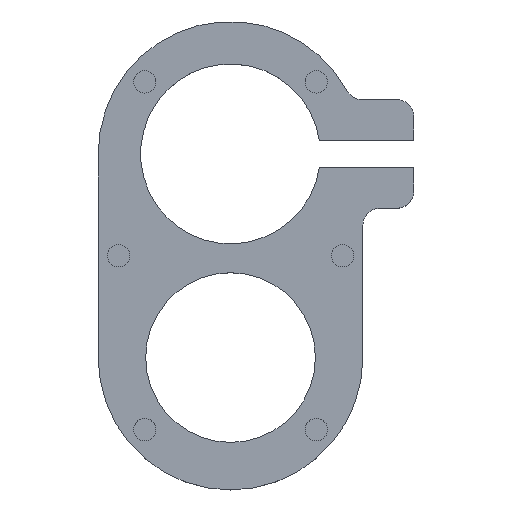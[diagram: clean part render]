
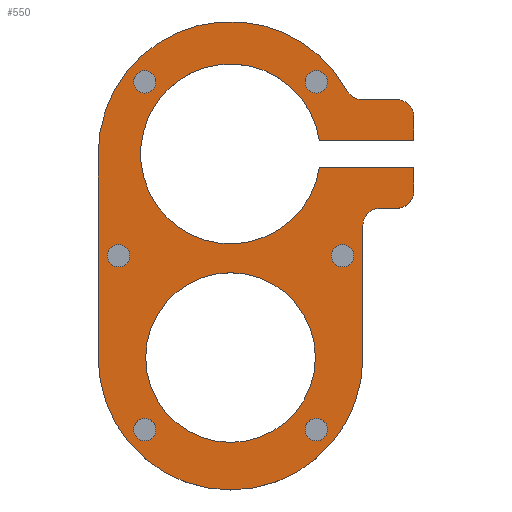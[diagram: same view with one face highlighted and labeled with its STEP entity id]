
A CAD part, top view. The second image highlights one B-rep face of the part: STEP entity #550.
In plain terms, the highlighted planar face has unit normal (0, 0, 1).
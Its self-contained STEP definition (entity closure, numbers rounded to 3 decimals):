
#15=FACE_BOUND('',#89,.T.);
#16=FACE_BOUND('',#90,.T.);
#17=FACE_BOUND('',#91,.T.);
#18=FACE_BOUND('',#92,.T.);
#19=FACE_BOUND('',#93,.T.);
#20=FACE_BOUND('',#94,.T.);
#21=FACE_BOUND('',#95,.T.);
#33=PLANE('',#610);
#56=FACE_OUTER_BOUND('',#88,.T.);
#88=EDGE_LOOP('',(#401,#402,#403,#404,#405,#406,#407,#408,#409,#410,#411,
#412,#413,#414,#415));
#89=EDGE_LOOP('',(#416));
#90=EDGE_LOOP('',(#417));
#91=EDGE_LOOP('',(#418));
#92=EDGE_LOOP('',(#419));
#93=EDGE_LOOP('',(#420));
#94=EDGE_LOOP('',(#421));
#95=EDGE_LOOP('',(#422));
#126=LINE('',#892,#168);
#127=LINE('',#898,#169);
#128=LINE('',#902,#170);
#129=LINE('',#906,#171);
#130=LINE('',#910,#172);
#131=LINE('',#912,#173);
#132=LINE('',#916,#174);
#133=LINE('',#917,#175);
#168=VECTOR('',#716,10.);
#169=VECTOR('',#721,10.);
#170=VECTOR('',#724,10.);
#171=VECTOR('',#727,10.);
#172=VECTOR('',#730,10.);
#173=VECTOR('',#731,10.);
#174=VECTOR('',#734,10.);
#175=VECTOR('',#735,10.);
#202=CIRCLE('',#585,3.3);
#204=CIRCLE('',#589,3.3);
#206=CIRCLE('',#593,3.3);
#208=CIRCLE('',#597,3.3);
#210=CIRCLE('',#601,3.3);
#212=CIRCLE('',#605,3.3);
#213=CIRCLE('',#608,5.);
#215=CIRCLE('',#611,5.);
#216=CIRCLE('',#612,39.);
#217=CIRCLE('',#613,39.);
#218=CIRCLE('',#614,5.);
#219=CIRCLE('',#615,5.);
#220=CIRCLE('',#616,26.5);
#221=CIRCLE('',#617,25.);
#236=VERTEX_POINT('',#829);
#238=VERTEX_POINT('',#836);
#240=VERTEX_POINT('',#843);
#242=VERTEX_POINT('',#850);
#244=VERTEX_POINT('',#857);
#246=VERTEX_POINT('',#864);
#247=VERTEX_POINT('',#869);
#248=VERTEX_POINT('',#870);
#253=VERTEX_POINT('',#891);
#254=VERTEX_POINT('',#893);
#255=VERTEX_POINT('',#895);
#256=VERTEX_POINT('',#897);
#257=VERTEX_POINT('',#899);
#258=VERTEX_POINT('',#901);
#259=VERTEX_POINT('',#903);
#260=VERTEX_POINT('',#905);
#261=VERTEX_POINT('',#907);
#262=VERTEX_POINT('',#909);
#263=VERTEX_POINT('',#911);
#264=VERTEX_POINT('',#913);
#265=VERTEX_POINT('',#915);
#266=VERTEX_POINT('',#918);
#289=EDGE_CURVE('',#236,#236,#202,.T.);
#292=EDGE_CURVE('',#238,#238,#204,.T.);
#295=EDGE_CURVE('',#240,#240,#206,.T.);
#298=EDGE_CURVE('',#242,#242,#208,.T.);
#301=EDGE_CURVE('',#244,#244,#210,.T.);
#304=EDGE_CURVE('',#246,#246,#212,.T.);
#305=EDGE_CURVE('',#247,#248,#213,.T.);
#311=EDGE_CURVE('',#247,#253,#126,.T.);
#312=EDGE_CURVE('',#254,#253,#215,.T.);
#313=EDGE_CURVE('',#254,#255,#216,.T.);
#314=EDGE_CURVE('',#255,#256,#127,.T.);
#315=EDGE_CURVE('',#256,#257,#217,.T.);
#316=EDGE_CURVE('',#257,#258,#128,.T.);
#317=EDGE_CURVE('',#259,#258,#218,.T.);
#318=EDGE_CURVE('',#259,#260,#129,.T.);
#319=EDGE_CURVE('',#261,#260,#219,.T.);
#320=EDGE_CURVE('',#261,#262,#130,.T.);
#321=EDGE_CURVE('',#262,#263,#131,.T.);
#322=EDGE_CURVE('',#263,#264,#220,.T.);
#323=EDGE_CURVE('',#264,#265,#132,.T.);
#324=EDGE_CURVE('',#265,#248,#133,.T.);
#325=EDGE_CURVE('',#266,#266,#221,.T.);
#401=ORIENTED_EDGE('',*,*,#305,.F.);
#402=ORIENTED_EDGE('',*,*,#311,.T.);
#403=ORIENTED_EDGE('',*,*,#312,.F.);
#404=ORIENTED_EDGE('',*,*,#313,.T.);
#405=ORIENTED_EDGE('',*,*,#314,.T.);
#406=ORIENTED_EDGE('',*,*,#315,.T.);
#407=ORIENTED_EDGE('',*,*,#316,.T.);
#408=ORIENTED_EDGE('',*,*,#317,.F.);
#409=ORIENTED_EDGE('',*,*,#318,.T.);
#410=ORIENTED_EDGE('',*,*,#319,.F.);
#411=ORIENTED_EDGE('',*,*,#320,.T.);
#412=ORIENTED_EDGE('',*,*,#321,.T.);
#413=ORIENTED_EDGE('',*,*,#322,.T.);
#414=ORIENTED_EDGE('',*,*,#323,.T.);
#415=ORIENTED_EDGE('',*,*,#324,.T.);
#416=ORIENTED_EDGE('',*,*,#289,.T.);
#417=ORIENTED_EDGE('',*,*,#292,.T.);
#418=ORIENTED_EDGE('',*,*,#295,.T.);
#419=ORIENTED_EDGE('',*,*,#298,.T.);
#420=ORIENTED_EDGE('',*,*,#301,.T.);
#421=ORIENTED_EDGE('',*,*,#304,.T.);
#422=ORIENTED_EDGE('',*,*,#325,.T.);
#550=ADVANCED_FACE('',(#56,#15,#16,#17,#18,#19,#20,#21),#33,.F.);
#585=AXIS2_PLACEMENT_3D('',#831,#656,#657);
#589=AXIS2_PLACEMENT_3D('',#838,#665,#666);
#593=AXIS2_PLACEMENT_3D('',#845,#674,#675);
#597=AXIS2_PLACEMENT_3D('',#852,#683,#684);
#601=AXIS2_PLACEMENT_3D('',#859,#692,#693);
#605=AXIS2_PLACEMENT_3D('',#866,#701,#702);
#608=AXIS2_PLACEMENT_3D('',#871,#707,#708);
#610=AXIS2_PLACEMENT_3D('',#890,#714,#715);
#611=AXIS2_PLACEMENT_3D('',#894,#717,#718);
#612=AXIS2_PLACEMENT_3D('',#896,#719,#720);
#613=AXIS2_PLACEMENT_3D('',#900,#722,#723);
#614=AXIS2_PLACEMENT_3D('',#904,#725,#726);
#615=AXIS2_PLACEMENT_3D('',#908,#728,#729);
#616=AXIS2_PLACEMENT_3D('',#914,#732,#733);
#617=AXIS2_PLACEMENT_3D('',#919,#736,#737);
#656=DIRECTION('center_axis',(0.,0.,-1.));
#657=DIRECTION('ref_axis',(1.,0.,0.));
#665=DIRECTION('center_axis',(0.,0.,-1.));
#666=DIRECTION('ref_axis',(1.,0.,0.));
#674=DIRECTION('center_axis',(0.,0.,-1.));
#675=DIRECTION('ref_axis',(1.,0.,0.));
#683=DIRECTION('center_axis',(0.,0.,-1.));
#684=DIRECTION('ref_axis',(1.,0.,0.));
#692=DIRECTION('center_axis',(0.,0.,-1.));
#693=DIRECTION('ref_axis',(1.,0.,0.));
#701=DIRECTION('center_axis',(0.,0.,-1.));
#702=DIRECTION('ref_axis',(1.,0.,0.));
#707=DIRECTION('center_axis',(0.,0.,-1.));
#708=DIRECTION('ref_axis',(0.707,0.707,0.));
#714=DIRECTION('center_axis',(0.,0.,-1.));
#715=DIRECTION('ref_axis',(1.,0.,0.));
#716=DIRECTION('',(-1.,0.,0.));
#717=DIRECTION('center_axis',(0.,0.,1.));
#718=DIRECTION('ref_axis',(-0.511,-0.859,0.));
#719=DIRECTION('center_axis',(0.,0.,1.));
#720=DIRECTION('ref_axis',(1.,0.,0.));
#721=DIRECTION('',(0.,-1.,0.));
#722=DIRECTION('center_axis',(0.,0.,1.));
#723=DIRECTION('ref_axis',(1.,0.,0.));
#724=DIRECTION('',(0.,1.,0.));
#725=DIRECTION('center_axis',(0.,0.,1.));
#726=DIRECTION('ref_axis',(-0.707,0.707,0.));
#727=DIRECTION('',(1.,0.,0.));
#728=DIRECTION('center_axis',(0.,0.,-1.));
#729=DIRECTION('ref_axis',(0.707,-0.707,0.));
#730=DIRECTION('',(0.,1.,0.));
#731=DIRECTION('',(-1.,0.,0.));
#732=DIRECTION('center_axis',(0.,0.,-1.));
#733=DIRECTION('ref_axis',(1.,0.,0.));
#734=DIRECTION('',(1.,0.,0.));
#735=DIRECTION('',(0.,1.,0.));
#736=DIRECTION('center_axis',(0.,0.,-1.));
#737=DIRECTION('ref_axis',(-1.,0.,0.));
#829=CARTESIAN_POINT('',(21.979,21.212,42.146));
#831=CARTESIAN_POINT('Origin',(25.279,21.212,42.146));
#836=CARTESIAN_POINT('',(29.7,-30.,42.146));
#838=CARTESIAN_POINT('Origin',(33.,-30.,42.146));
#843=CARTESIAN_POINT('',(21.979,-81.212,42.146));
#845=CARTESIAN_POINT('Origin',(25.279,-81.212,42.146));
#850=CARTESIAN_POINT('',(-28.579,21.212,42.146));
#852=CARTESIAN_POINT('Origin',(-25.279,21.212,42.146));
#857=CARTESIAN_POINT('',(-36.3,-30.,42.146));
#859=CARTESIAN_POINT('Origin',(-33.,-30.,42.146));
#864=CARTESIAN_POINT('',(-28.579,-81.212,42.146));
#866=CARTESIAN_POINT('Origin',(-25.279,-81.212,42.146));
#869=CARTESIAN_POINT('',(49.,16.,42.146));
#870=CARTESIAN_POINT('',(54.,11.,42.146));
#871=CARTESIAN_POINT('Origin',(49.,11.,42.146));
#890=CARTESIAN_POINT('Origin',(46.5,-10.,42.146));
#891=CARTESIAN_POINT('',(38.665,16.,42.146));
#892=CARTESIAN_POINT('',(54.,16.,42.146));
#893=CARTESIAN_POINT('',(34.271,18.614,42.146));
#894=CARTESIAN_POINT('Origin',(38.665,21.,42.146));
#895=CARTESIAN_POINT('',(-39.,0.,42.146));
#896=CARTESIAN_POINT('Origin',(0.,0.,42.146));
#897=CARTESIAN_POINT('',(-39.,-60.,42.146));
#898=CARTESIAN_POINT('',(-39.,0.,42.146));
#899=CARTESIAN_POINT('',(39.,-60.,42.146));
#900=CARTESIAN_POINT('Origin',(0.,-60.,42.146));
#901=CARTESIAN_POINT('',(39.,-21.,42.146));
#902=CARTESIAN_POINT('',(39.,0.,42.146));
#903=CARTESIAN_POINT('',(44.,-16.,42.146));
#904=CARTESIAN_POINT('Origin',(44.,-21.,42.146));
#905=CARTESIAN_POINT('',(49.,-16.,42.146));
#906=CARTESIAN_POINT('',(54.,-16.,42.146));
#907=CARTESIAN_POINT('',(54.,-11.,42.146));
#908=CARTESIAN_POINT('Origin',(49.,-11.,42.146));
#909=CARTESIAN_POINT('',(54.,-4.,42.146));
#910=CARTESIAN_POINT('',(54.,-4.,42.146));
#911=CARTESIAN_POINT('',(26.196,-4.,42.146));
#912=CARTESIAN_POINT('',(39.,-4.,42.146));
#913=CARTESIAN_POINT('',(26.196,4.,42.146));
#914=CARTESIAN_POINT('Origin',(0.,0.,42.146));
#915=CARTESIAN_POINT('',(54.,4.,42.146));
#916=CARTESIAN_POINT('',(39.,4.,42.146));
#917=CARTESIAN_POINT('',(54.,4.,42.146));
#918=CARTESIAN_POINT('',(25.,-60.,42.146));
#919=CARTESIAN_POINT('Origin',(0.,-60.,42.146));
